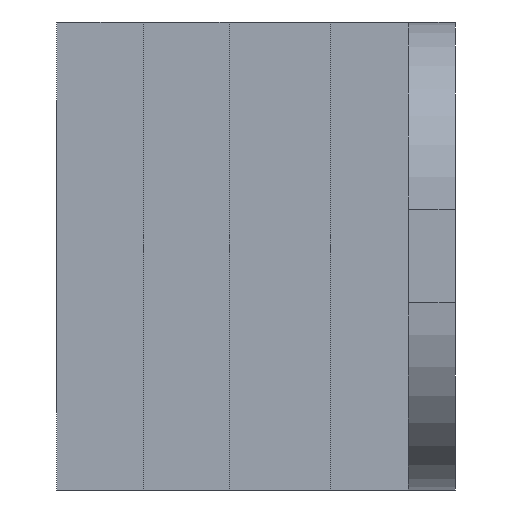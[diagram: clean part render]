
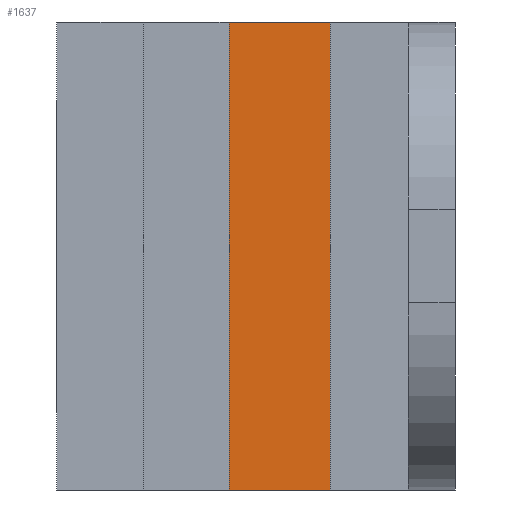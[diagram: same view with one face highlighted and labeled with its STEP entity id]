
A CAD part, left-side view. The second image highlights one B-rep face of the part: STEP entity #1637.
In plain terms, the highlighted planar face has unit normal (-1, 0, 0).
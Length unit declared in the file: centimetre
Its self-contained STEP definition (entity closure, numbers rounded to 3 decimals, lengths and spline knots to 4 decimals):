
#19 = EDGE_CURVE ( 'NONE', #810, #1297, #1334, .T. ) ;
#22 = VERTEX_POINT ( 'NONE', #665 ) ;
#47 = ORIENTED_EDGE ( 'NONE', *, *, #19, .F. ) ;
#73 = ORIENTED_EDGE ( 'NONE', *, *, #537, .T. ) ;
#81 = ORIENTED_EDGE ( 'NONE', *, *, #1624, .F. ) ;
#128 = VECTOR ( 'NONE', #1469, 100. ) ;
#179 = CARTESIAN_POINT ( 'NONE',  ( -2.85, 0.95, 1.5 ) ) ;
#305 = CARTESIAN_POINT ( 'NONE',  ( -2.85, 0.95, 1.5 ) ) ;
#308 = EDGE_LOOP ( 'NONE', ( #81, #47, #73, #1244 ) ) ;
#338 = DIRECTION ( 'NONE',  ( 0., 1., 0. ) ) ;
#349 = VECTOR ( 'NONE', #1198, 100. ) ;
#375 = DIRECTION ( 'NONE',  ( 0., 0., -1. ) ) ;
#467 = EDGE_CURVE ( 'NONE', #22, #1671, #1674, .T. ) ;
#521 = CARTESIAN_POINT ( 'NONE',  ( -2.85, 1.9, 1.5 ) ) ;
#524 = VECTOR ( 'NONE', #338, 100. ) ;
#537 = EDGE_CURVE ( 'NONE', #810, #22, #539, .T. ) ;
#539 = LINE ( 'NONE', #305, #128 ) ;
#575 = AXIS2_PLACEMENT_3D ( 'NONE', #179, #693, #699 ) ;
#665 = CARTESIAN_POINT ( 'NONE',  ( -2.85, 1.9, 1.5 ) ) ;
#693 = DIRECTION ( 'NONE',  ( -1., 0., 0. ) ) ;
#699 = DIRECTION ( 'NONE',  ( 0., 0., 1. ) ) ;
#725 = CARTESIAN_POINT ( 'NONE',  ( -2.85, 1.9, -1.5 ) ) ;
#810 = VERTEX_POINT ( 'NONE', #1238 ) ;
#828 = CARTESIAN_POINT ( 'NONE',  ( -2.85, 0.95, -1.5 ) ) ;
#967 = LINE ( 'NONE', #828, #524 ) ;
#1198 = DIRECTION ( 'NONE',  ( 0., 0., -1. ) ) ;
#1238 = CARTESIAN_POINT ( 'NONE',  ( -2.85, 1.25, 1.5 ) ) ;
#1244 = ORIENTED_EDGE ( 'NONE', *, *, #467, .T. ) ;
#1289 = CARTESIAN_POINT ( 'NONE',  ( -2.85, 1.25, -1.5 ) ) ;
#1297 = VERTEX_POINT ( 'NONE', #1289 ) ;
#1334 = LINE ( 'NONE', #1571, #349 ) ;
#1351 = PLANE ( 'NONE',  #575 ) ;
#1469 = DIRECTION ( 'NONE',  ( 0., 1., 0. ) ) ;
#1479 = FACE_OUTER_BOUND ( 'NONE', #308, .T. ) ;
#1481 = VECTOR ( 'NONE', #375, 100. ) ;
#1571 = CARTESIAN_POINT ( 'NONE',  ( -2.85, 1.25, 1.5 ) ) ;
#1624 = EDGE_CURVE ( 'NONE', #1297, #1671, #967, .T. ) ;
#1637 = ADVANCED_FACE ( 'NONE', ( #1479 ), #1351, .T. ) ;
#1671 = VERTEX_POINT ( 'NONE', #725 ) ;
#1674 = LINE ( 'NONE', #521, #1481 ) ;
